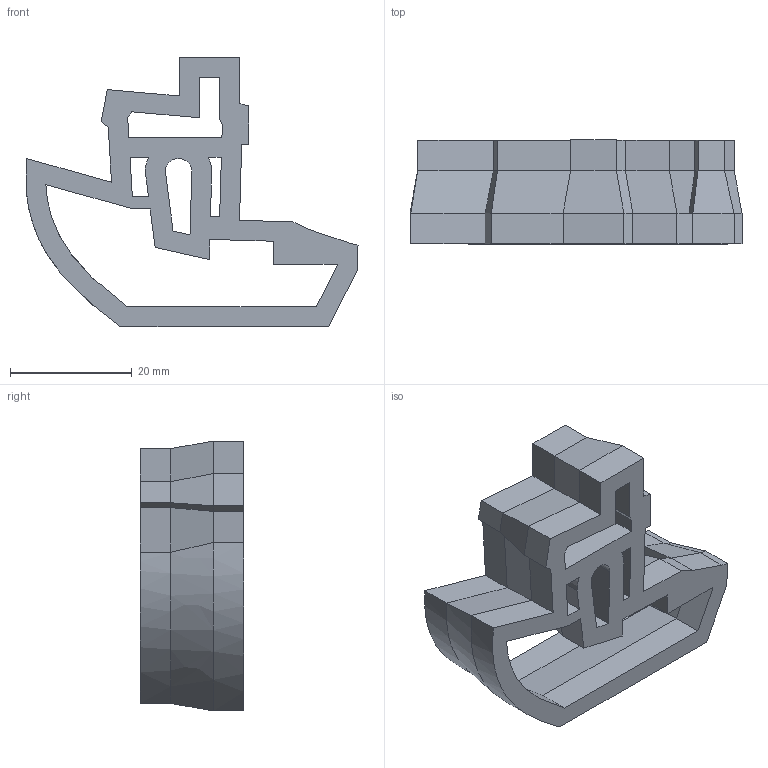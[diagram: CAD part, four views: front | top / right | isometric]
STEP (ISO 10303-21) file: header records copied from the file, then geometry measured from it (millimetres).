
FILE_DESCRIPTION(/* description */ (''),/* implementation_level */ '2;1');
FILE_NAME(/* name */ 'Benchy v1.stp',/* time_stamp */ '2025-09-12T00:28:56+02:00',/* author */ (''),/* organization */ (''),/* preprocessor_version */ 'ST-DEVELOPER v20.1',/* originating_system */ 'Autodesk Translation Framework v14.10.0.0',/* authorisation */ '');
FILE_SCHEMA (('AUTOMOTIVE_DESIGN { 1 0 10303 214 3 1 1 }'));
Length unit declared in the file: millimetre
Products named in the file (1): Benchy
Bounding box: 54.45 x 17 x 44.26 mm (x, y, z)
Volume: 7987.6 mm3; surface area: 8543.4 mm2
Topology: 1 solids, 1 shells, 178 faces, 414 edges, 235 vertices
Faces by surface type: plane 165, bspline 6, cylinder 5, cone 2
Entity records: 5149 total; most frequent: CARTESIAN_POINT 1170, ORIENTED_EDGE 828, DIRECTION 757, EDGE_CURVE 414, LINE 389, VECTOR 389, VERTEX_POINT 235, EDGE_LOOP 185
